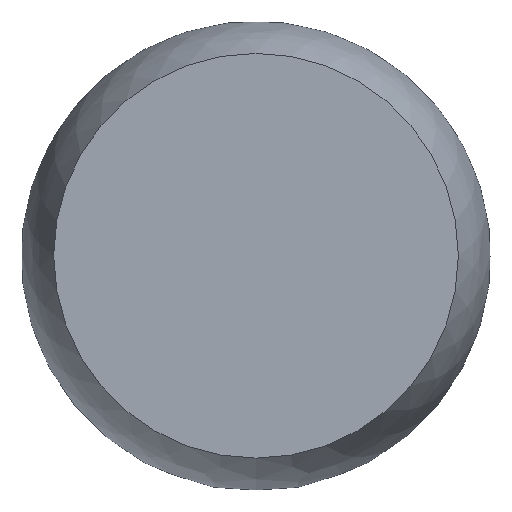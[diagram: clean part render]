
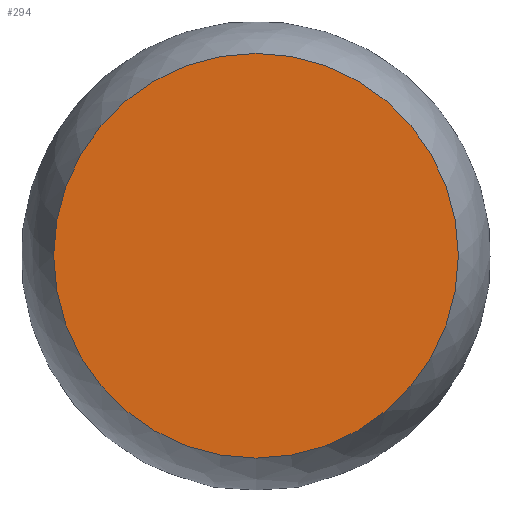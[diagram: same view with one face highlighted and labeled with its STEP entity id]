
A CAD part, top view. The second image highlights one B-rep face of the part: STEP entity #294.
In plain terms, the highlighted planar face has unit normal (0, 0, 1).
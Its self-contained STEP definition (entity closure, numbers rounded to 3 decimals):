
#25=PLANE('',#345);
#91=FACE_OUTER_BOUND('',#112,.T.);
#112=EDGE_LOOP('',(#268));
#121=CIRCLE('',#318,8.);
#138=VERTEX_POINT('',#481);
#166=EDGE_CURVE('',#138,#138,#121,.T.);
#268=ORIENTED_EDGE('',*,*,#166,.T.);
#294=ADVANCED_FACE('',(#91),#25,.T.);
#318=AXIS2_PLACEMENT_3D('',#483,#366,#367);
#345=AXIS2_PLACEMENT_3D('',#555,#437,#438);
#366=DIRECTION('center_axis',(0.,0.,1.));
#367=DIRECTION('ref_axis',(1.,0.,0.));
#437=DIRECTION('center_axis',(0.,0.,1.));
#438=DIRECTION('ref_axis',(1.,0.,0.));
#481=CARTESIAN_POINT('',(0.,-8.,6.));
#483=CARTESIAN_POINT('Origin',(0.,0.,6.));
#555=CARTESIAN_POINT('Origin',(0.,0.,6.));
